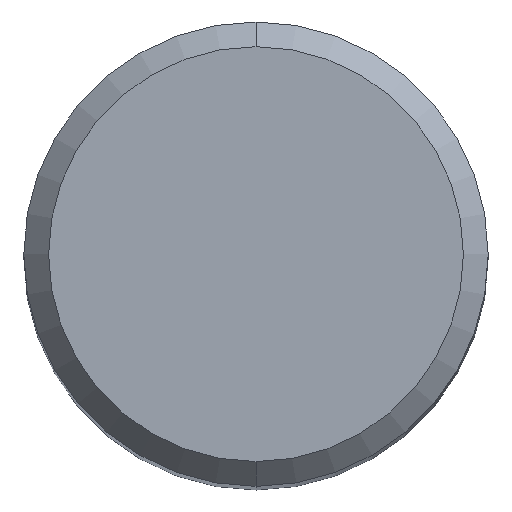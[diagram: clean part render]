
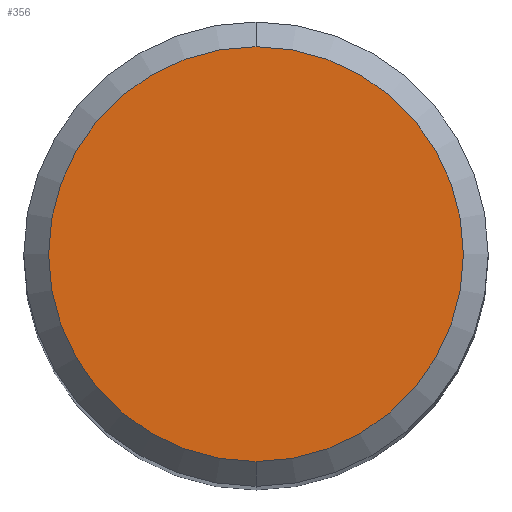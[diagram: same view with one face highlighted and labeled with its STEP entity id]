
A CAD part, top view. The second image highlights one B-rep face of the part: STEP entity #356.
In plain terms, the highlighted planar face has unit normal (0, 0, 1).
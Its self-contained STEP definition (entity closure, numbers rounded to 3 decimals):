
#182=EDGE_CURVE('',#388,#330,#485,.T.);
#306=EDGE_CURVE('',#330,#388,#618,.T.);
#330=VERTEX_POINT('',#643);
#356=ADVANCED_FACE('',(#671),#672,.T.);
#388=VERTEX_POINT('',#707);
#485=CIRCLE('',#810,6.7);
#618=CIRCLE('',#1059,6.7);
#643=CARTESIAN_POINT('',(0.0,6.7,0.0));
#671=FACE_OUTER_BOUND('',#1211,.T.);
#672=PLANE('',#1212);
#707=CARTESIAN_POINT('',(0.,-6.7,0.0));
#810=AXIS2_PLACEMENT_3D('',#1509,#1510,#1511);
#1059=AXIS2_PLACEMENT_3D('',#1631,#1632,#1633);
#1211=EDGE_LOOP('',(#1682,#1683));
#1212=AXIS2_PLACEMENT_3D('',#1684,#1685,#1686);
#1509=CARTESIAN_POINT('',(0.0,0.0,0.0));
#1510=DIRECTION('',(0.0,0.0,-1.0));
#1511=DIRECTION('',(0.0,1.0,0.0));
#1631=CARTESIAN_POINT('',(0.0,0.0,0.0));
#1632=DIRECTION('',(0.0,0.0,-1.0));
#1633=DIRECTION('',(0.0,1.0,0.0));
#1682=ORIENTED_EDGE('',*,*,#306,.F.);
#1683=ORIENTED_EDGE('',*,*,#182,.F.);
#1684=CARTESIAN_POINT('',(0.0,3.35,0.0));
#1685=DIRECTION('',(-0.0,0.0,1.0));
#1686=DIRECTION('',(0.0,-1.0,0.0));
